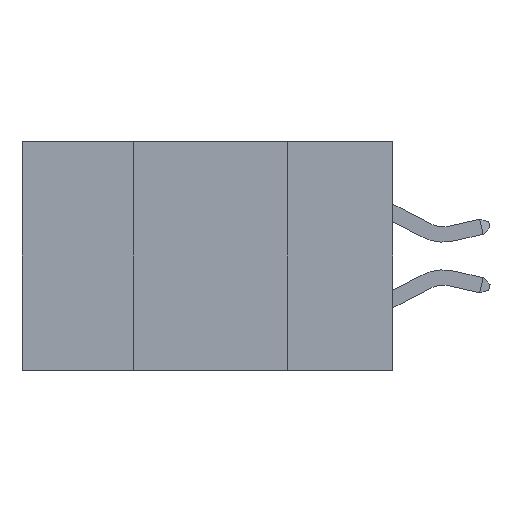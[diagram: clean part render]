
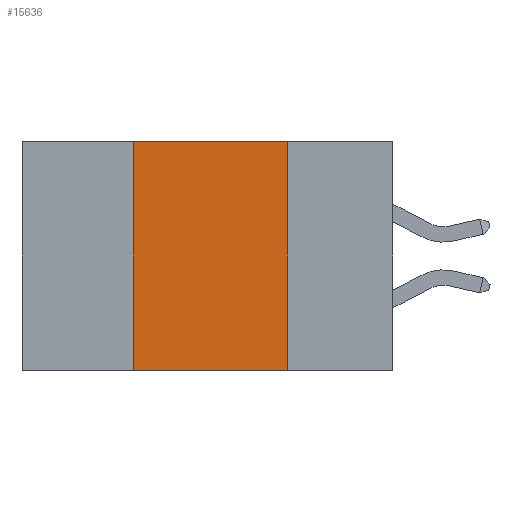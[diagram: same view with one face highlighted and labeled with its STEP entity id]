
A CAD part, left-side view. The second image highlights one B-rep face of the part: STEP entity #15636.
In plain terms, the highlighted planar face has unit normal (-1, 0, 0).
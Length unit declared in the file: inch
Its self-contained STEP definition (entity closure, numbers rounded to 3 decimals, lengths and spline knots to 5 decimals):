
#1428 = VERTEX_POINT ( 'NONE', #15929 ) ;
#2510 = VECTOR ( 'NONE', #10131, 39.37008 ) ;
#2801 = CARTESIAN_POINT ( 'NONE',  ( 0., 0.42, 0. ) ) ;
#2953 = CARTESIAN_POINT ( 'NONE',  ( 0., 0.6, -0.37 ) ) ;
#2983 = LINE ( 'NONE', #2953, #2510 ) ;
#3343 = VECTOR ( 'NONE', #3806, 39.37008 ) ;
#3645 = VERTEX_POINT ( 'NONE', #6146 ) ;
#3692 = EDGE_CURVE ( 'NONE', #1428, #5501, #2983, .T. ) ;
#3768 = DIRECTION ( 'NONE',  ( 1., 0., 0. ) ) ;
#3806 = DIRECTION ( 'NONE',  ( 0., -1., 0. ) ) ;
#4193 = EDGE_LOOP ( 'NONE', ( #4811, #17586, #11203, #17536 ) ) ;
#4811 = ORIENTED_EDGE ( 'NONE', *, *, #16741, .F. ) ;
#5253 = VECTOR ( 'NONE', #9904, 39.37008 ) ;
#5501 = VERTEX_POINT ( 'NONE', #12877 ) ;
#6146 = CARTESIAN_POINT ( 'NONE',  ( 0., 0.17, 0. ) ) ;
#6615 = VERTEX_POINT ( 'NONE', #7543 ) ;
#6920 = EDGE_CURVE ( 'NONE', #6615, #3645, #17127, .T. ) ;
#7543 = CARTESIAN_POINT ( 'NONE',  ( 0., 0.42, 0. ) ) ;
#7708 = CARTESIAN_POINT ( 'NONE',  ( 0., 0.6, 0. ) ) ;
#8922 = LINE ( 'NONE', #2801, #5253 ) ;
#9327 = PLANE ( 'NONE',  #14281 ) ;
#9904 = DIRECTION ( 'NONE',  ( 0., 0., 1. ) ) ;
#10131 = DIRECTION ( 'NONE',  ( 0., -1., 0. ) ) ;
#10656 = CARTESIAN_POINT ( 'NONE',  ( 0., 0.6, 0. ) ) ;
#11093 = EDGE_CURVE ( 'NONE', #1428, #6615, #8922, .T. ) ;
#11203 = ORIENTED_EDGE ( 'NONE', *, *, #11093, .F. ) ;
#12216 = LINE ( 'NONE', #15569, #15578 ) ;
#12628 = FACE_OUTER_BOUND ( 'NONE', #4193, .T. ) ;
#12877 = CARTESIAN_POINT ( 'NONE',  ( 0., 0.17, -0.37 ) ) ;
#13023 = DIRECTION ( 'NONE',  ( 0., 0., -1. ) ) ;
#13216 = DIRECTION ( 'NONE',  ( 0., 0., -1. ) ) ;
#14281 = AXIS2_PLACEMENT_3D ( 'NONE', #10656, #3768, #13216 ) ;
#15569 = CARTESIAN_POINT ( 'NONE',  ( 0., 0.17, 0. ) ) ;
#15578 = VECTOR ( 'NONE', #13023, 39.37008 ) ;
#15636 = ADVANCED_FACE ( 'NONE', ( #12628 ), #9327, .F. ) ;
#15929 = CARTESIAN_POINT ( 'NONE',  ( 0., 0.42, -0.37 ) ) ;
#16741 = EDGE_CURVE ( 'NONE', #3645, #5501, #12216, .T. ) ;
#17127 = LINE ( 'NONE', #7708, #3343 ) ;
#17536 = ORIENTED_EDGE ( 'NONE', *, *, #3692, .T. ) ;
#17586 = ORIENTED_EDGE ( 'NONE', *, *, #6920, .F. ) ;
